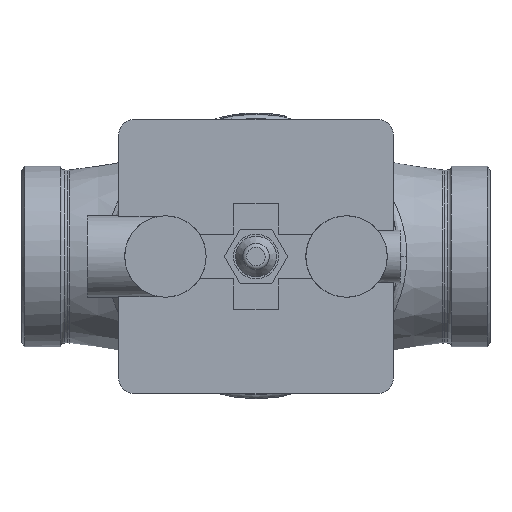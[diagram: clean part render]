
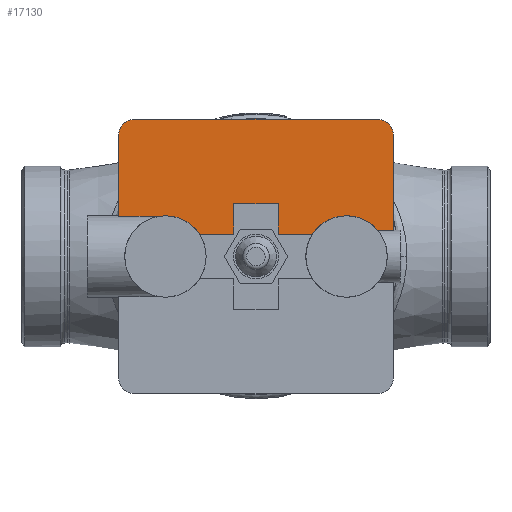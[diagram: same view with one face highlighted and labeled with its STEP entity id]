
A CAD part, front view. The second image highlights one B-rep face of the part: STEP entity #17130.
In plain terms, the highlighted planar face has unit normal (0, -1, 0).
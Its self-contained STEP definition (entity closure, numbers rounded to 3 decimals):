
#16870=CARTESIAN_POINT('',(47.5,-24.5,-50.226));
#16871=VERTEX_POINT('',#16870);
#16879=CARTESIAN_POINT('',(47.5,-24.5,-10.5));
#16880=VERTEX_POINT('',#16879);
#16881=CARTESIAN_POINT('',(47.5,-24.5,-10.5));
#16882=DIRECTION('',(-0.,-0.,-1.));
#16883=VECTOR('',#16882,39.726);
#16884=LINE('',#16881,#16883);
#16885=EDGE_CURVE('',#16880,#16871,#16884,.T.);
#16928=CARTESIAN_POINT('',(67.5,-24.5,-50.226));
#16929=VERTEX_POINT('',#16928);
#16937=CARTESIAN_POINT('',(47.5,-24.5,-50.226));
#16938=DIRECTION('',(1.,0.,-0.));
#16939=VECTOR('',#16938,20.);
#16940=LINE('',#16937,#16939);
#16941=EDGE_CURVE('',#16871,#16929,#16940,.T.);
#16971=CARTESIAN_POINT('',(87.203,-24.5,-59.));
#16972=VERTEX_POINT('',#16971);
#16979=CARTESIAN_POINT('',(70.5,-24.5,-70.));
#16980=DIRECTION('',(0.,-1.,0.));
#16981=DIRECTION('',(0.,0.,-1.));
#16982=AXIS2_PLACEMENT_3D('',#16979,#16980,#16981);
#16983=CIRCLE('',#16982,20.);
#16984=EDGE_CURVE('',#16972,#16929,#16983,.T.);
#17031=CARTESIAN_POINT('',(115.,-24.5,-70.));
#17032=DIRECTION('',(0.,-1.,0.));
#17033=DIRECTION('',(1.,0.,0.));
#17034=AXIS2_PLACEMENT_3D('',#17031,#17032,#17033);
#17035=PLANE('',#17034);
#17036=CARTESIAN_POINT('',(104.,-24.5,-59.));
#17037=VERTEX_POINT('',#17036);
#17038=CARTESIAN_POINT('',(104.,-24.5,-59.));
#17039=DIRECTION('',(-1.,0.,0.));
#17040=VECTOR('',#17039,16.797);
#17041=LINE('',#17038,#17040);
#17042=EDGE_CURVE('',#17037,#16972,#17041,.T.);
#17043=ORIENTED_EDGE('',*,*,#17042,.F.);
#17044=CARTESIAN_POINT('',(104.,-24.5,-44.));
#17045=VERTEX_POINT('',#17044);
#17046=CARTESIAN_POINT('',(104.,-24.5,-44.));
#17047=DIRECTION('',(0.,0.,-1.));
#17048=VECTOR('',#17047,15.);
#17049=LINE('',#17046,#17048);
#17050=EDGE_CURVE('',#17045,#17037,#17049,.T.);
#17051=ORIENTED_EDGE('',*,*,#17050,.F.);
#17052=CARTESIAN_POINT('',(126.,-24.5,-44.));
#17053=VERTEX_POINT('',#17052);
#17054=CARTESIAN_POINT('',(126.,-24.5,-44.));
#17055=DIRECTION('',(-1.,0.,0.));
#17056=VECTOR('',#17055,22.);
#17057=LINE('',#17054,#17056);
#17058=EDGE_CURVE('',#17053,#17045,#17057,.T.);
#17059=ORIENTED_EDGE('',*,*,#17058,.F.);
#17060=CARTESIAN_POINT('',(126.,-24.5,-59.));
#17061=VERTEX_POINT('',#17060);
#17062=CARTESIAN_POINT('',(126.,-24.5,-59.));
#17063=DIRECTION('',(0.,0.,1.));
#17064=VECTOR('',#17063,15.);
#17065=LINE('',#17062,#17064);
#17066=EDGE_CURVE('',#17061,#17053,#17065,.T.);
#17067=ORIENTED_EDGE('',*,*,#17066,.F.);
#17068=CARTESIAN_POINT('',(142.797,-24.5,-59.));
#17069=VERTEX_POINT('',#17068);
#17070=CARTESIAN_POINT('',(142.797,-24.5,-59.));
#17071=DIRECTION('',(-1.,0.,0.));
#17072=VECTOR('',#17071,16.797);
#17073=LINE('',#17070,#17072);
#17074=EDGE_CURVE('',#17069,#17061,#17073,.T.);
#17075=ORIENTED_EDGE('',*,*,#17074,.F.);
#17076=CARTESIAN_POINT('',(174.992,-24.5,-57.351));
#17077=VERTEX_POINT('',#17076);
#17078=CARTESIAN_POINT('',(159.5,-24.5,-70.));
#17079=DIRECTION('',(0.,-1.,0.));
#17080=DIRECTION('',(0.,0.,-1.));
#17081=AXIS2_PLACEMENT_3D('',#17078,#17079,#17080);
#17082=CIRCLE('',#17081,20.);
#17083=EDGE_CURVE('',#17077,#17069,#17082,.T.);
#17084=ORIENTED_EDGE('',*,*,#17083,.F.);
#17085=CARTESIAN_POINT('',(182.5,-24.5,-57.351));
#17086=VERTEX_POINT('',#17085);
#17087=CARTESIAN_POINT('',(174.992,-24.5,-57.351));
#17088=DIRECTION('',(1.,0.,-0.));
#17089=VECTOR('',#17088,7.508);
#17090=LINE('',#17087,#17089);
#17091=EDGE_CURVE('',#17077,#17086,#17090,.T.);
#17092=ORIENTED_EDGE('',*,*,#17091,.T.);
#17093=CARTESIAN_POINT('',(182.5,-24.5,-10.5));
#17094=VERTEX_POINT('',#17093);
#17095=CARTESIAN_POINT('',(182.5,-24.5,-57.351));
#17096=DIRECTION('',(0.,0.,1.));
#17097=VECTOR('',#17096,46.851);
#17098=LINE('',#17095,#17097);
#17099=EDGE_CURVE('',#17086,#17094,#17098,.T.);
#17100=ORIENTED_EDGE('',*,*,#17099,.T.);
#17101=CARTESIAN_POINT('',(174.5,-24.5,-2.5));
#17102=VERTEX_POINT('',#17101);
#17103=CARTESIAN_POINT('',(174.5,-24.5,-10.5));
#17104=DIRECTION('',(-0.,-1.,-0.));
#17105=DIRECTION('',(0.,-0.,1.));
#17106=AXIS2_PLACEMENT_3D('',#17103,#17104,#17105);
#17107=CIRCLE('',#17106,8.);
#17108=EDGE_CURVE('',#17094,#17102,#17107,.T.);
#17109=ORIENTED_EDGE('',*,*,#17108,.T.);
#17110=CARTESIAN_POINT('',(55.5,-24.5,-2.5));
#17111=VERTEX_POINT('',#17110);
#17112=CARTESIAN_POINT('',(174.5,-24.5,-2.5));
#17113=DIRECTION('',(-1.,-0.,0.));
#17114=VECTOR('',#17113,119.);
#17115=LINE('',#17112,#17114);
#17116=EDGE_CURVE('',#17102,#17111,#17115,.T.);
#17117=ORIENTED_EDGE('',*,*,#17116,.T.);
#17118=CARTESIAN_POINT('',(55.5,-24.5,-10.5));
#17119=DIRECTION('',(-0.,-1.,-0.));
#17120=DIRECTION('',(0.,-0.,1.));
#17121=AXIS2_PLACEMENT_3D('',#17118,#17119,#17120);
#17122=CIRCLE('',#17121,8.);
#17123=EDGE_CURVE('',#17111,#16880,#17122,.T.);
#17124=ORIENTED_EDGE('',*,*,#17123,.T.);
#17125=ORIENTED_EDGE('',*,*,#16885,.T.);
#17126=ORIENTED_EDGE('',*,*,#16941,.T.);
#17127=ORIENTED_EDGE('',*,*,#16984,.F.);
#17128=EDGE_LOOP('',(#17043,#17051,#17059,#17067,#17075,#17084,#17092,#17100,#17109,#17117,#17124,#17125,#17126,#17127));
#17129=FACE_BOUND('',#17128,.T.);
#17130=ADVANCED_FACE('',(#17129),#17035,.T.);
